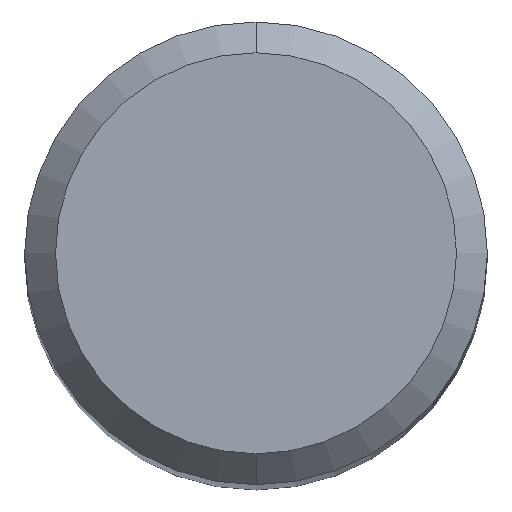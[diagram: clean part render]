
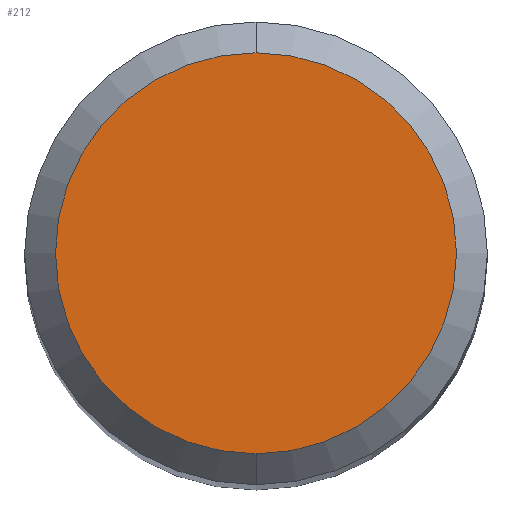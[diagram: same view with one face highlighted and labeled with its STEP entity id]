
A CAD part, top view. The second image highlights one B-rep face of the part: STEP entity #212.
In plain terms, the highlighted planar face has unit normal (0, 0, 1).
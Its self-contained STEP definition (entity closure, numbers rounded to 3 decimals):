
#124=EDGE_CURVE('',#214,#186,#286,.T.);
#146=EDGE_CURVE('',#186,#214,#311,.T.);
#186=VERTEX_POINT('',#354);
#212=ADVANCED_FACE('',(#384),#385,.T.);
#214=VERTEX_POINT('',#387);
#286=CIRCLE('',#463,2.6);
#311=CIRCLE('',#495,2.6);
#354=CARTESIAN_POINT('',(0.,-2.6,0.0));
#384=FACE_OUTER_BOUND('',#583,.T.);
#385=PLANE('',#584);
#387=CARTESIAN_POINT('',(0.0,2.6,0.0));
#463=AXIS2_PLACEMENT_3D('',#669,#670,#671);
#495=AXIS2_PLACEMENT_3D('',#702,#703,#704);
#583=EDGE_LOOP('',(#793,#794));
#584=AXIS2_PLACEMENT_3D('',#795,#796,#797);
#669=CARTESIAN_POINT('',(0.0,0.0,0.0));
#670=DIRECTION('',(0.0,0.0,-1.0));
#671=DIRECTION('',(0.0,1.0,0.0));
#702=CARTESIAN_POINT('',(0.0,0.0,0.0));
#703=DIRECTION('',(0.0,0.0,-1.0));
#704=DIRECTION('',(0.0,1.0,0.0));
#793=ORIENTED_EDGE('',*,*,#124,.F.);
#794=ORIENTED_EDGE('',*,*,#146,.F.);
#795=CARTESIAN_POINT('',(0.0,1.3,0.0));
#796=DIRECTION('',(-0.0,0.0,1.0));
#797=DIRECTION('',(0.0,-1.0,0.0));
